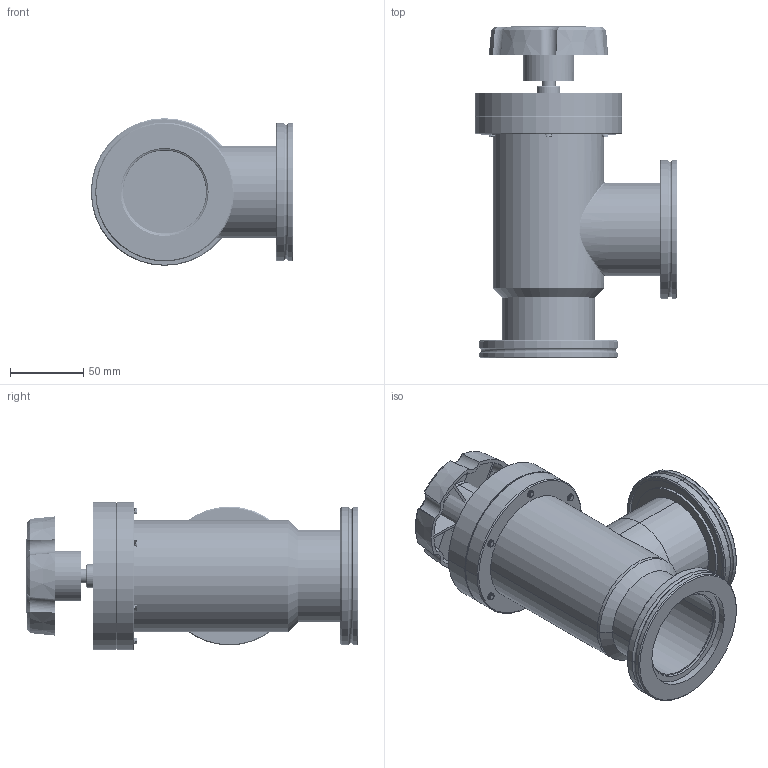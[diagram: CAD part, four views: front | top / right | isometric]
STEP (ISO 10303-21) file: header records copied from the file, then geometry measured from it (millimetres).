
FILE_DESCRIPTION (( 'STEP AP214' ), '1' );
FILE_NAME ('ESV-S06200.STEP', '2021-12-14T16:39:54', ( '' ), ( '' ), 'SwSTEP 2.0', 'SolidWorks 2020', '' );
FILE_SCHEMA (( 'AUTOMOTIVE_DESIGN' ));
Length unit declared in the file: inch
Products named in the file (13): ESV-S06-10-01_Bottom Port; ESV-S06-10-ISO; OR-2-229V; ESV-250-11; ESV-S06-10; ESV-250-40; 9551-01032-0_92196A274; ESV-250-15; ESV-S06-10-01; ISO-63-250-OF; OR-2-233V; ESV-S06200; ESV-250-13
Assembly tree (18 placements, depth 4):
  ESV-S06200
    ESV-S06-10-ISO
      ESV-S06-10
        ESV-250-15
        ESV-250-13
        ESV-250-11
        ESV-S06-10-01
        ESV-S06-10-01_Bottom Port
      ISO-63-250-OF  x2
    ESV-250-40
    OR-2-233V
    OR-2-229V
    9551-01032-0_92196A274  x6
Bounding box: 138.49 x 226.98 x 100.97 mm (x, y, z)
Volume: 463897.3 mm3; surface area: 368735.1 mm2
Topology: 51 solids, 51 shells, 2054 faces, 5165 edges, 3318 vertices
Faces by surface type: cylinder 1058, plane 421, cone 409, bspline 130, torus 34, sphere 2
Entity records: 55596 total; most frequent: CARTESIAN_POINT 14297, ORIENTED_EDGE 5820, DIRECTION 5551, EDGE_CURVE 2910, AXIS2_PLACEMENT_3D 2121, VERTEX_POINT 1849, EDGE_LOOP 1405, LINE 1309
